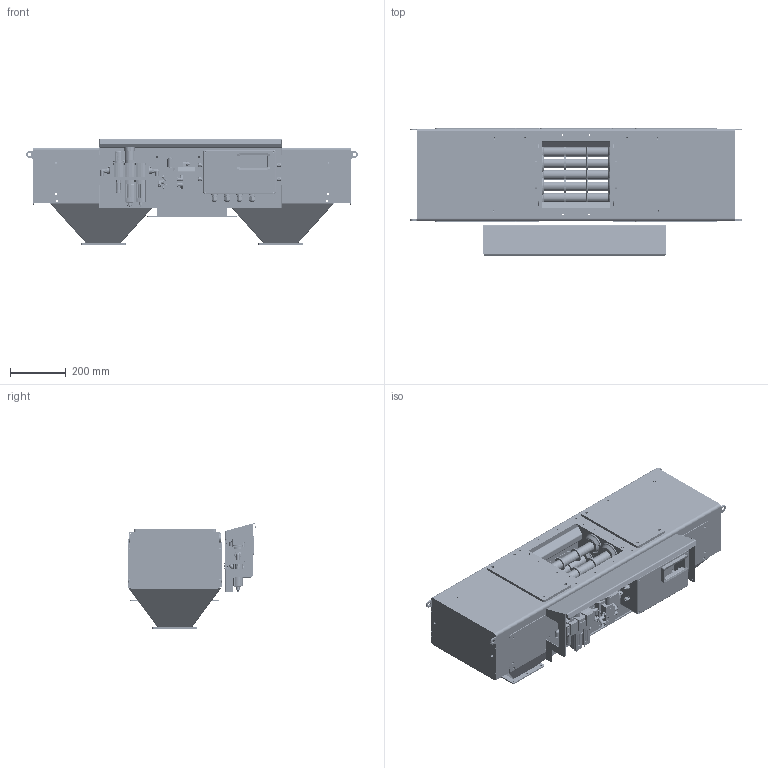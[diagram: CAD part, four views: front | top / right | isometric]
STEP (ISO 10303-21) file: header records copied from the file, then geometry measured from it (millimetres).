
FILE_DESCRIPTION(/* description */ (''),/* implementation_level */ '2;1');
FILE_NAME(/* name */ 'SECC240201 D.stp',/* time_stamp */ '2024-10-02T13:58:06+02:00',/* author */ ('CR'),/* organization */ (''),/* preprocessor_version */ 'ST-DEVELOPER v18.1',/* originating_system */ 'Autodesk Inventor 2021',/* authorisation */ '');
FILE_SCHEMA (('AUTOMOTIVE_DESIGN { 1 0 10303 214 3 1 1 }'));
Products named in the file (1): Part5
Bounding box: 1188.99 x 459.43 x 377.57 mm (x, y, z)
Volume: 13107304.1 mm3; surface area: 6301181.6 mm2
Topology: 40 solids, 98 shells, 9850 faces, 24667 edges, 16027 vertices
Faces by surface type: plane 4988, cylinder 3449, cone 800, torus 485, bspline 94, sphere 34
Full cylindrical faces by diameter (mm): 0.1 x720, 2.387 x8, 2.459 x2, 2.5 x2, 2.9 x1, 3 x32, 3.8 x4, 3.9 x4, 4.134 x14, 4.6 x16, 4.917 x2, 5 x57, 5.2 x8, 5.5 x14, 5.8 x3, 5.9 x2, 6 x30, 6.1 x3, 6.4 x10, 6.5 x4, 6.6 x4, 6.647 x72, 6.928 x2, 7 x10, 7.4 x4, 7.48 x2, 7.8 x1, 8 x66, 8.5 x8, 8.566 x14
Entity records: 316964 total; most frequent: CARTESIAN_POINT 64023, DIRECTION 52460, ORIENTED_EDGE 49232, EDGE_CURVE 24616, AXIS2_PLACEMENT_3D 19756, VERTEX_POINT 16027, LINE 12948, VECTOR 12948
